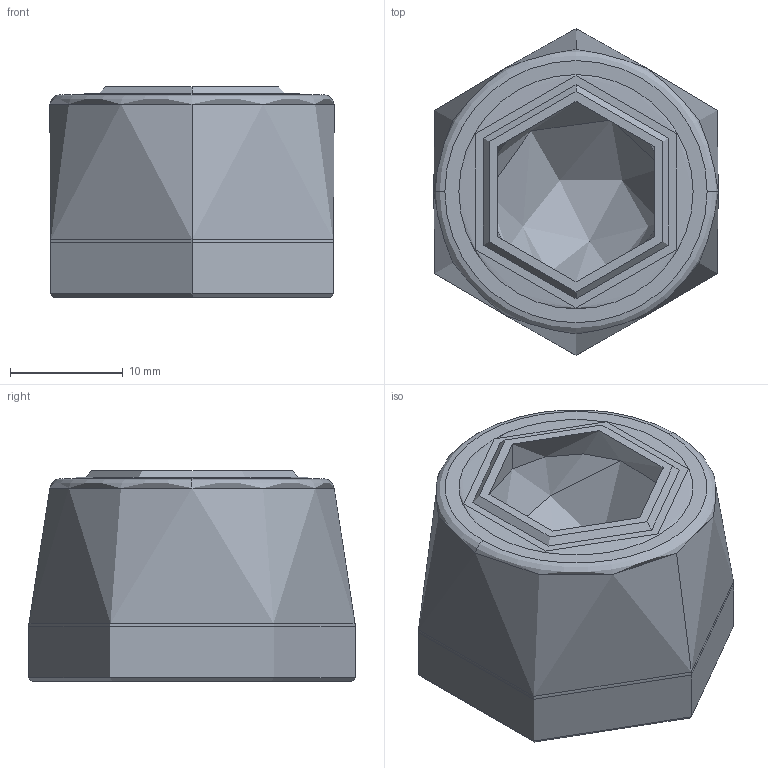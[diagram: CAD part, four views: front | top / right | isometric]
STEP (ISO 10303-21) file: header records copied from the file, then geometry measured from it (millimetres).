
FILE_DESCRIPTION (( 'STEP AP203' ), '1' );
FILE_NAME ('3_842_538_674_Bosch.step', '2024-06-10T08:11:43', ( '' ), ( '' ), 'SwSTEP 2.0', 'SolidWorks 2014', '' );
FILE_SCHEMA (( 'CONFIG_CONTROL_DESIGN' ));
Length unit declared in the file: millimetre
Products named in the file (1): 3_842_538_674_Bosch
Bounding box: 25.26 x 29 x 18.7 mm (x, y, z)
Volume: 508.9 mm3
Topology: 1 solids, 26 shells, 87 faces, 255 edges, 198 vertices
Faces by surface type: cylinder 25, plane 24, cone 20, bspline 12, torus 4, sphere 2
Entity records: 3878 total; most frequent: CARTESIAN_POINT 1756, ORIENTED_EDGE 470, DIRECTION 403, EDGE_CURVE 235, AXIS2_PLACEMENT_3D 158, VERTEX_POINT 155, EDGE_LOOP 92, ADVANCED_FACE 87
